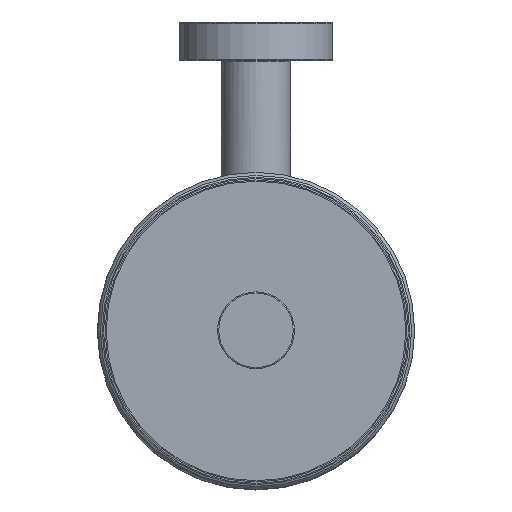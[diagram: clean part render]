
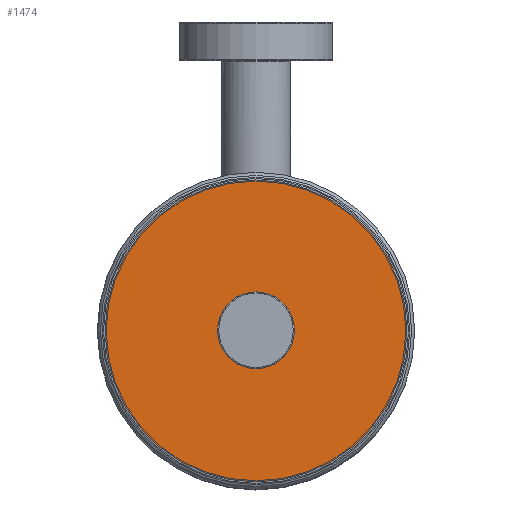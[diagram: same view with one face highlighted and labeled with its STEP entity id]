
A CAD part, top view. The second image highlights one B-rep face of the part: STEP entity #1474.
In plain terms, the highlighted face is planar.
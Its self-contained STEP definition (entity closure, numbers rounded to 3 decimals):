
#514=ORIENTED_EDGE('',*,*,#777,.T.);
#515=ORIENTED_EDGE('',*,*,#779,.F.);
#777=EDGE_CURVE('',#927,#927,#1040,.T.);
#779=EDGE_CURVE('',#929,#929,#1042,.T.);
#927=VERTEX_POINT('',#2557);
#929=VERTEX_POINT('',#2562);
#1040=CIRCLE('',#1720,3.25);
#1042=CIRCLE('',#1723,39.3);
#1143=EDGE_LOOP('',(#514));
#1144=EDGE_LOOP('',(#515));
#1294=FACE_BOUND('',#1143,.T.);
#1295=FACE_BOUND('',#1144,.T.);
#1402=PLANE('',#1726);
#1474=ADVANCED_FACE('',(#1294,#1295),#1402,.T.);
#1720=AXIS2_PLACEMENT_3D('',#2556,#2065,#2066);
#1723=AXIS2_PLACEMENT_3D('',#2561,#2071,#2072);
#1726=AXIS2_PLACEMENT_3D('',#2566,#2077,#2078);
#2065=DIRECTION('',(0.,-1.,0.));
#2066=DIRECTION('',(1.,0.,0.));
#2071=DIRECTION('',(0.,-1.,0.));
#2072=DIRECTION('',(0.,0.,1.));
#2077=DIRECTION('',(0.,1.,0.));
#2078=DIRECTION('',(0.,0.,-1.));
#2556=CARTESIAN_POINT('',(9808.188,-9805.457,165.85));
#2557=CARTESIAN_POINT('',(9811.438,-9805.457,165.85));
#2561=CARTESIAN_POINT('',(9808.188,-9805.457,165.85));
#2562=CARTESIAN_POINT('',(9808.188,-9805.457,126.55));
#2566=CARTESIAN_POINT('',(9808.188,-9805.457,165.85));
